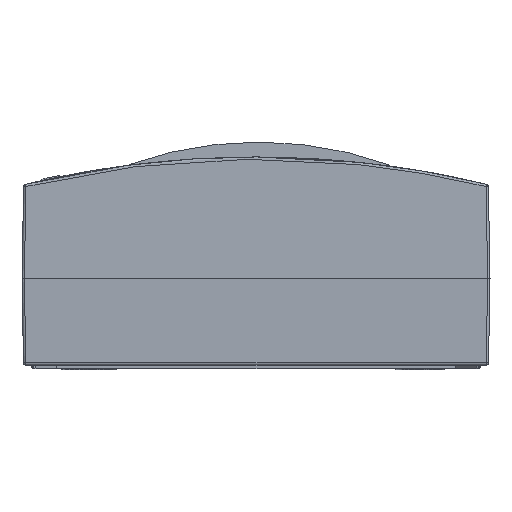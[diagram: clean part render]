
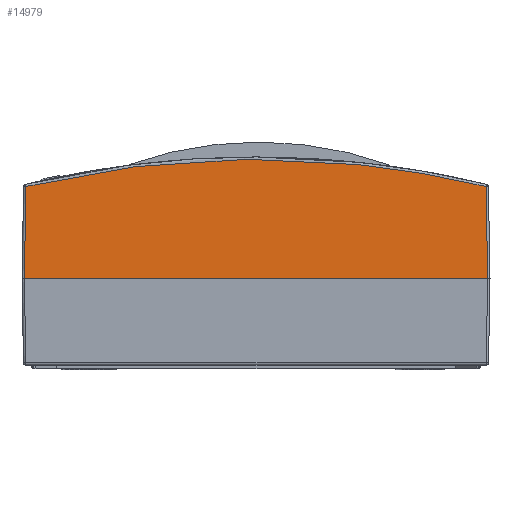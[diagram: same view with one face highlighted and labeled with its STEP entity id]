
A CAD part, left-side view. The second image highlights one B-rep face of the part: STEP entity #14979.
In plain terms, the highlighted planar face has unit normal (-1, 0, 0.018).
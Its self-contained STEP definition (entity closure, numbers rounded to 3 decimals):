
#3250 = VECTOR ( 'NONE', #66447, 1000. ) ;
#6023 = ORIENTED_EDGE ( 'NONE', *, *, #14370, .T. ) ;
#6164 = CARTESIAN_POINT ( 'NONE',  ( -126.627, -33.076, 87.042 ) ) ;
#7320 = FACE_OUTER_BOUND ( 'NONE', #10229, .T. ) ;
#10229 = EDGE_LOOP ( 'NONE', ( #19995, #6023, #26421, #36294 ) ) ;
#10812 = B_SPLINE_CURVE_WITH_KNOTS ( 'NONE', 3,
 ( #73832, #26021, #80455, #39819, #87157, #46693, #6164, #53596, #12807, #60433 ),
 .UNSPECIFIED., .F., .F.,
 ( 4, 2, 2, 2, 4 ),
 ( 0., 0.25, 0.5, 0.75, 1. ),
 .UNSPECIFIED. ) ;
#10999 = VECTOR ( 'NONE', #42541, 1000. ) ;
#12807 = CARTESIAN_POINT ( 'NONE',  ( -126.745, -82.232, 80.239 ) ) ;
#13968 = DIRECTION ( 'NONE',  ( 0.017, 0., 1. ) ) ;
#14035 = DIRECTION ( 'NONE',  ( -1., 0., 0.017 ) ) ;
#14370 = EDGE_CURVE ( 'NONE', #69070, #31632, #23098, .T. ) ;
#14590 = PLANE ( 'NONE',  #58771 ) ;
#14979 = ADVANCED_FACE ( 'NONE', ( #7320 ), #14590, .T. ) ;
#18356 = CARTESIAN_POINT ( 'NONE',  ( -127.5, -100., 37. ) ) ;
#18933 = VECTOR ( 'NONE', #20082, 1000. ) ;
#19946 = VERTEX_POINT ( 'NONE', #62234 ) ;
#19995 = ORIENTED_EDGE ( 'NONE', *, *, #87344, .T. ) ;
#20082 = DIRECTION ( 'NONE',  ( 0., -1., 0. ) ) ;
#23098 = LINE ( 'NONE', #66654, #3250 ) ;
#23286 = EDGE_CURVE ( 'NONE', #55189, #19946, #47107, .T. ) ;
#26021 = CARTESIAN_POINT ( 'NONE',  ( -126.745, 82.232, 80.239 ) ) ;
#26421 = ORIENTED_EDGE ( 'NONE', *, *, #67339, .F. ) ;
#31632 = VERTEX_POINT ( 'NONE', #74680 ) ;
#36294 = ORIENTED_EDGE ( 'NONE', *, *, #23286, .T. ) ;
#39819 = CARTESIAN_POINT ( 'NONE',  ( -126.627, 33.076, 87.042 ) ) ;
#42318 = CARTESIAN_POINT ( 'NONE',  ( -126.813, 98.313, 76.377 ) ) ;
#42541 = DIRECTION ( 'NONE',  ( -0.017, 0.017, -1. ) ) ;
#46693 = CARTESIAN_POINT ( 'NONE',  ( -126.609, -16.538, 88.017 ) ) ;
#47107 = LINE ( 'NONE', #42318, #10999 ) ;
#53596 = CARTESIAN_POINT ( 'NONE',  ( -126.694, -65.923, 83.153 ) ) ;
#55189 = VERTEX_POINT ( 'NONE', #70201 ) ;
#55318 = LINE ( 'NONE', #80435, #18933 ) ;
#58771 = AXIS2_PLACEMENT_3D ( 'NONE', #18356, #14035, #13968 ) ;
#60433 = CARTESIAN_POINT ( 'NONE',  ( -126.813, -98.313, 76.377 ) ) ;
#62234 = CARTESIAN_POINT ( 'NONE',  ( -127.5, 99., 37. ) ) ;
#66447 = DIRECTION ( 'NONE',  ( 0.017, 0.017, 1. ) ) ;
#66654 = CARTESIAN_POINT ( 'NONE',  ( -127.5, -99., 37. ) ) ;
#67339 = EDGE_CURVE ( 'NONE', #55189, #31632, #10812, .T. ) ;
#69070 = VERTEX_POINT ( 'NONE', #87071 ) ;
#70201 = CARTESIAN_POINT ( 'NONE',  ( -126.813, 98.313, 76.377 ) ) ;
#73832 = CARTESIAN_POINT ( 'NONE',  ( -126.813, 98.313, 76.377 ) ) ;
#74680 = CARTESIAN_POINT ( 'NONE',  ( -126.813, -98.313, 76.377 ) ) ;
#80435 = CARTESIAN_POINT ( 'NONE',  ( -127.5, -100., 37. ) ) ;
#80455 = CARTESIAN_POINT ( 'NONE',  ( -126.694, 65.923, 83.153 ) ) ;
#87071 = CARTESIAN_POINT ( 'NONE',  ( -127.5, -99., 37. ) ) ;
#87157 = CARTESIAN_POINT ( 'NONE',  ( -126.609, 16.538, 88.017 ) ) ;
#87344 = EDGE_CURVE ( 'NONE', #19946, #69070, #55318, .T. ) ;
